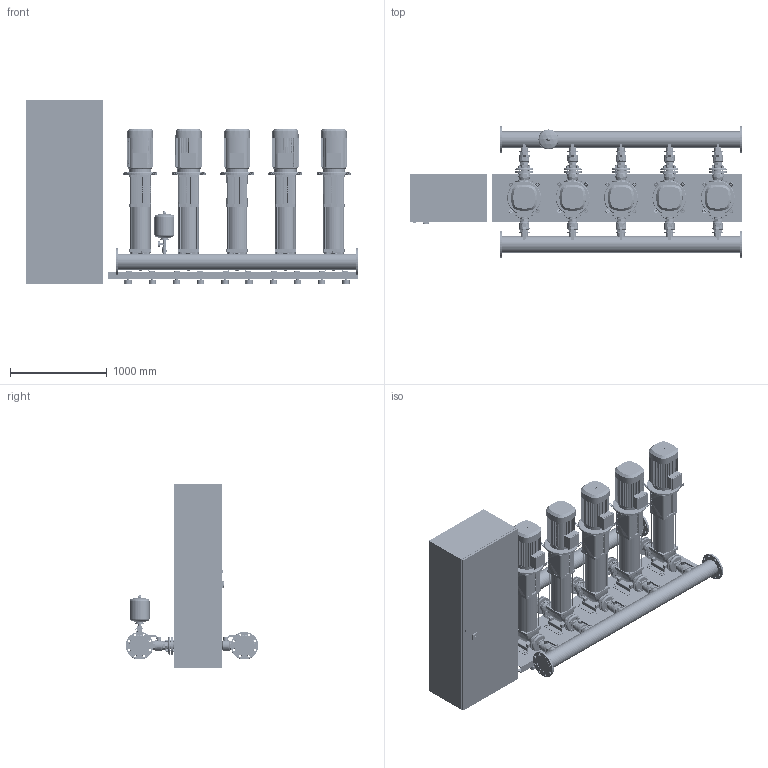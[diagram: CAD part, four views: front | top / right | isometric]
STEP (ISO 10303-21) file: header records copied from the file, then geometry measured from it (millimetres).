
FILE_DESCRIPTION((''),'2;1');
FILE_NAME('3d_CO-5HELIXV3606_2_K_CC-01-2530613.stp','2016-01-25T08:44:32',(''),(''),'Mechanical Desktop 2009','Mechanical Desktop 2009',', , ');
FILE_SCHEMA(('CONFIG_CONTROL_DESIGN'));
Length unit declared in the file: millimetre
Products named in the file (1): Product
Bounding box: 3430 x 1369 x 1900 mm (x, y, z)
Volume: 1240199743.5 mm3; surface area: 32443698.7 mm2
Topology: 293 solids, 293 shells, 9766 faces, 25220 edges, 16393 vertices
Faces by surface type: bspline 3871, plane 3458, cylinder 1825, cone 336, torus 274, sphere 2
Entity records: 342388 total; most frequent: CARTESIAN_POINT 109071, ORIENTED_EDGE 50340, DIRECTION 44271, EDGE_CURVE 25170, VERTEX_POINT 16377, VECTOR 15615, LINE 15615, AXIS2_PLACEMENT_3D 14328
